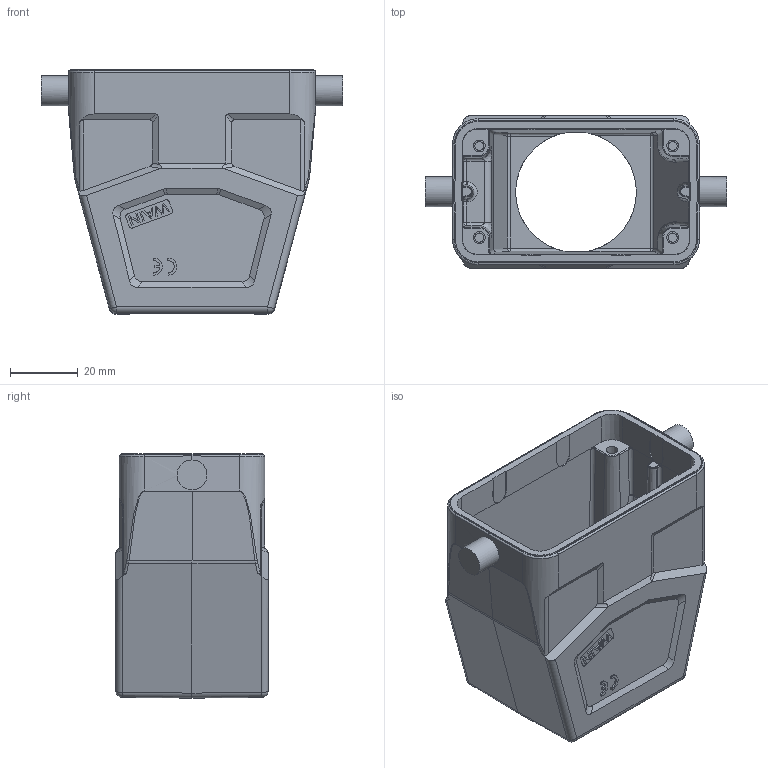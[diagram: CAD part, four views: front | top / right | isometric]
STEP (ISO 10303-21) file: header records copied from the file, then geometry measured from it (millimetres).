
FILE_DESCRIPTION(/* description */ (''),/* implementation_level */ '2;1');
FILE_NAME(/* name */ '29.stp',/* time_stamp */ '2023-12-01T13:58:49+08:00',/* author */ (''),/* organization */ (''),/* preprocessor_version */ 'ST-DEVELOPER v18.1',/* originating_system */ 'SIEMENS PLM Software NX 1980',/* authorisation */ '');
FILE_SCHEMA (('AP203_CONFIGURATION_CONTROLLED_3D_DESIGN_OF_MECHANICAL_PARTS_AND_ASSEMBLIES_MIM_LF { 1 0 10303 403 2 1 2}'));
Length unit declared in the file: millimetre
Products named in the file (1): 3D_1241104105001_WV10B-TEH-2B-M25_V1.0_stp
Bounding box: 89 x 45 x 72 mm (x, y, z)
Volume: 61729.4 mm3; surface area: 31609.9 mm2
Topology: 1 solids, 1 shells, 463 faces, 1183 edges, 733 vertices
Faces by surface type: plane 232, cylinder 147, bspline 31, cone 18, sphere 18, torus 17
Full cylindrical faces by diameter (mm): 2.7 x4, 3.5 x4, 8.8 x2, 35.6 x1
Entity records: 15124 total; most frequent: CARTESIAN_POINT 3987, ORIENTED_EDGE 2316, DIRECTION 2292, EDGE_CURVE 1158, AXIS2_PLACEMENT_3D 795, VERTEX_POINT 731, LINE 702, VECTOR 702
